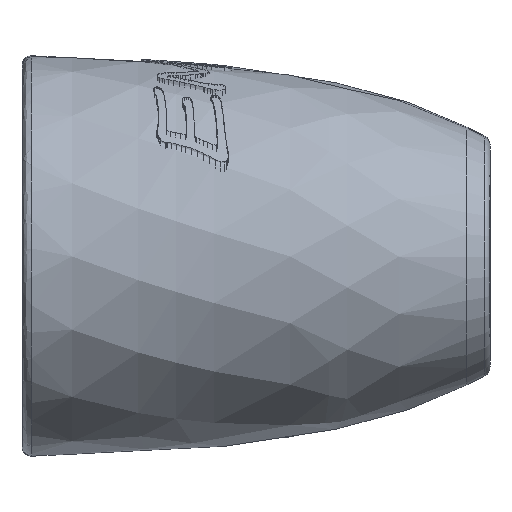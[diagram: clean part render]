
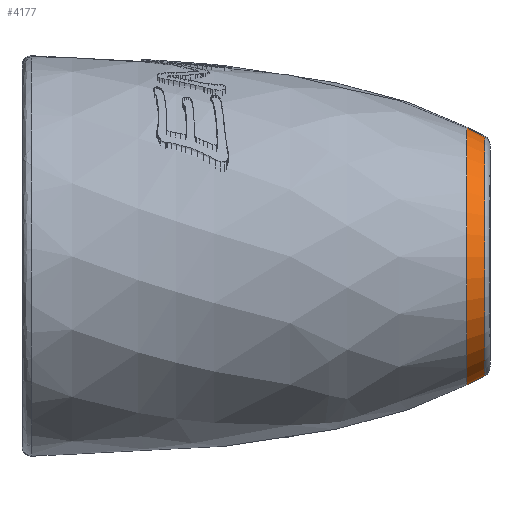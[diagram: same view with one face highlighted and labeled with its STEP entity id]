
A CAD part, left-side view. The second image highlights one B-rep face of the part: STEP entity #4177.
In plain terms, the highlighted conical face has half-angle 27.051 degrees and reference radius 25.143 mm.
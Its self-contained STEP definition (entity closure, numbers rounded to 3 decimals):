
#3822 = VERTEX_POINT('',#3823);
#3823 = CARTESIAN_POINT('',(-120.082,2.726,
    -26.569));
#3842 = EDGE_CURVE('',#3822,#3843,#3845,.T.);
#3843 = VERTEX_POINT('',#3844);
#3844 = CARTESIAN_POINT('',(-120.082,2.726,
    26.131));
#3845 = CIRCLE('',#3846,26.35);
#3846 = AXIS2_PLACEMENT_3D('',#3847,#3848,#3849);
#3847 = CARTESIAN_POINT('',(-120.082,2.726,
    -0.219));
#3848 = DIRECTION('',(0.,1.,0.));
#3849 = DIRECTION('',(-1.,0.,0.));
#3851 = EDGE_CURVE('',#3843,#3822,#3852,.T.);
#3852 = CIRCLE('',#3853,26.35);
#3853 = AXIS2_PLACEMENT_3D('',#3854,#3855,#3856);
#3854 = CARTESIAN_POINT('',(-120.082,2.726,
    -0.219));
#3855 = DIRECTION('',(0.,1.,0.));
#3856 = DIRECTION('',(-1.,0.,0.));
#4155 = EDGE_CURVE('',#4156,#4156,#4158,.T.);
#4156 = VERTEX_POINT('',#4157);
#4157 = CARTESIAN_POINT('',(-120.082,-0.91,
    24.275));
#4158 = CIRCLE('',#4159,24.493);
#4159 = AXIS2_PLACEMENT_3D('',#4160,#4161,#4162);
#4160 = CARTESIAN_POINT('',(-120.082,-0.91,
    -0.219));
#4161 = DIRECTION('',(0.,-1.,0.));
#4162 = DIRECTION('',(0.,0.,1.));
#4177 = ADVANCED_FACE('',(#4178),#4190,.T.);
#4178 = FACE_BOUND('',#4179,.T.);
#4179 = EDGE_LOOP('',(#4180,#4181,#4182,#4188,#4189));
#4180 = ORIENTED_EDGE('',*,*,#3842,.F.);
#4181 = ORIENTED_EDGE('',*,*,#3851,.F.);
#4182 = ORIENTED_EDGE('',*,*,#4183,.T.);
#4183 = EDGE_CURVE('',#3843,#4156,#4184,.T.);
#4184 = LINE('',#4185,#4186);
#4185 = CARTESIAN_POINT('',(-120.082,0.363,
    24.925));
#4186 = VECTOR('',#4187,1.);
#4187 = DIRECTION('',(0.,-0.891,-0.455));
#4188 = ORIENTED_EDGE('',*,*,#4155,.F.);
#4189 = ORIENTED_EDGE('',*,*,#4183,.F.);
#4190 = CONICAL_SURFACE('',#4191,25.143,0.472);
#4191 = AXIS2_PLACEMENT_3D('',#4192,#4193,#4194);
#4192 = CARTESIAN_POINT('',(-120.082,0.363,
    -0.219));
#4193 = DIRECTION('',(0.,1.,0.));
#4194 = DIRECTION('',(0.,0.,-1.));
